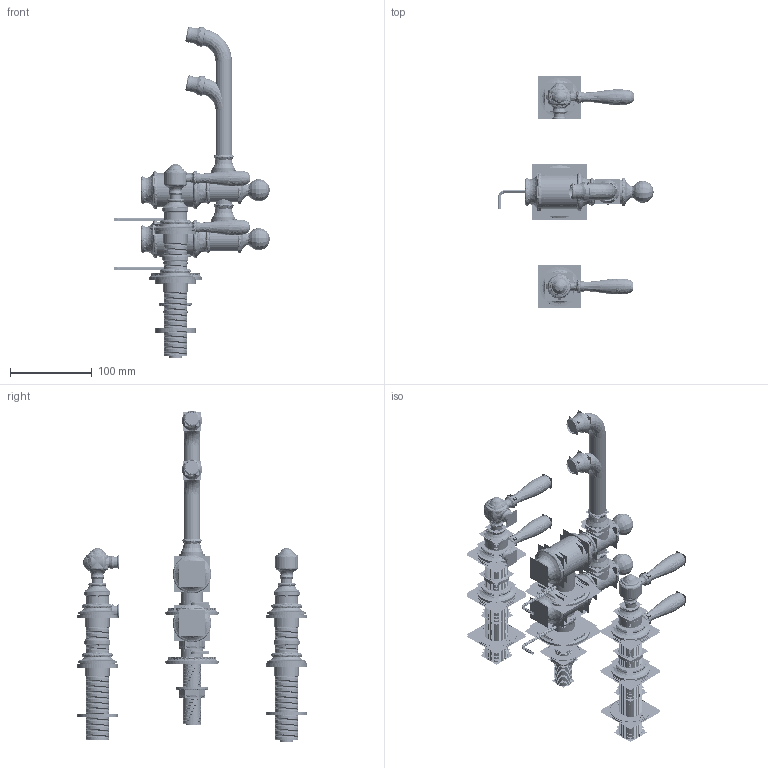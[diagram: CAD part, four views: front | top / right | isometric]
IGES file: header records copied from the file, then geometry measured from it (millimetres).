
Start section:  PTC IGES file: ARC 66 CHR.igs
Global section: file name: ARC 66 CHR.igs; native system: Pro/ENGINEER by Parametric Technology Corporation; preprocessor: 2009360; author: user33; organization: Unknown; date: 20200406.090939; units: millimetre
Bounding box: 190.37 x 284 x 405.62 mm (x, y, z)
Volume: 51807 mm3; surface area: 15319597 mm2
Topology: 14 solids, 88 shells, 14607 faces, 97221 edges, 140298 vertices
Faces by surface type: revolution 10775, bspline 3832
